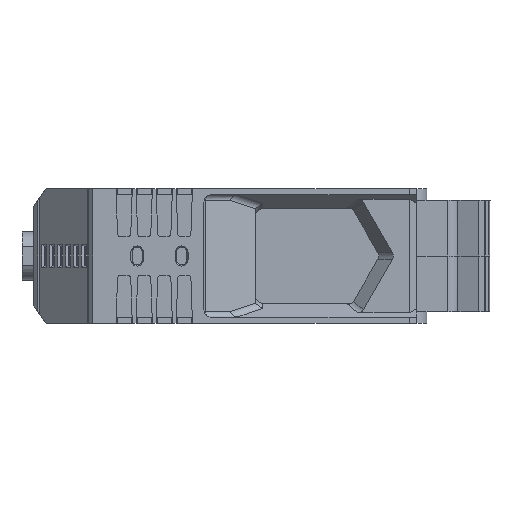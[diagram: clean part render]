
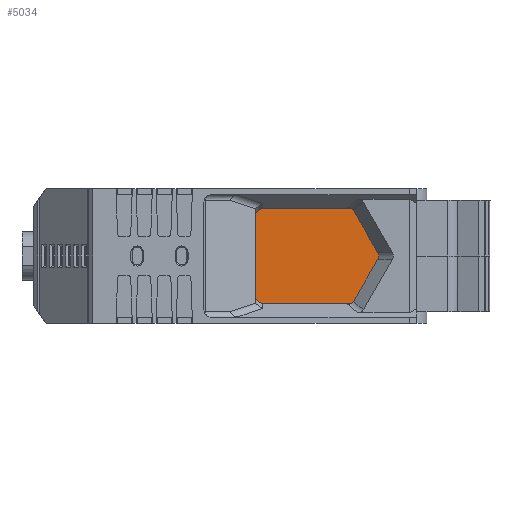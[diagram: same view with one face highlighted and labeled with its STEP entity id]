
A CAD part, left-side view. The second image highlights one B-rep face of the part: STEP entity #5034.
In plain terms, the highlighted planar face has unit normal (-1, 0, 0).
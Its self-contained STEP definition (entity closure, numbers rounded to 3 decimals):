
#657=ELLIPSE('',#19101,2.309,2.);
#658=ELLIPSE('',#19102,2.667,2.);
#659=ELLIPSE('',#19104,2.667,2.);
#660=ELLIPSE('',#19105,2.309,2.);
#945=LINE('',#26065,#2973);
#946=LINE('',#26069,#2974);
#947=LINE('',#26073,#2975);
#948=LINE('',#26077,#2976);
#949=LINE('',#26081,#2977);
#2973=VECTOR('',#20778,1.);
#2974=VECTOR('',#20781,1.);
#2975=VECTOR('',#20784,1.);
#2976=VECTOR('',#20787,1.);
#2977=VECTOR('',#20790,1.);
#5034=ADVANCED_FACE('',(#6612),#6008,.T.);
#6008=PLANE('',#19106);
#6612=FACE_OUTER_BOUND('',#7566,.T.);
#7566=EDGE_LOOP('',(#8643,#8644,#8645,#8646,#8647,#8648,#8649,#8650,#8651,
#8652));
#8643=ORIENTED_EDGE('',*,*,#15959,.T.);
#8644=ORIENTED_EDGE('',*,*,#15960,.F.);
#8645=ORIENTED_EDGE('',*,*,#15961,.T.);
#8646=ORIENTED_EDGE('',*,*,#15962,.T.);
#8647=ORIENTED_EDGE('',*,*,#15963,.T.);
#8648=ORIENTED_EDGE('',*,*,#15964,.F.);
#8649=ORIENTED_EDGE('',*,*,#15965,.F.);
#8650=ORIENTED_EDGE('',*,*,#15966,.T.);
#8651=ORIENTED_EDGE('',*,*,#15967,.F.);
#8652=ORIENTED_EDGE('',*,*,#15968,.F.);
#14135=VERTEX_POINT('',#26063);
#14136=VERTEX_POINT('',#26064);
#14137=VERTEX_POINT('',#26066);
#14138=VERTEX_POINT('',#26068);
#14139=VERTEX_POINT('',#26070);
#14140=VERTEX_POINT('',#26072);
#14141=VERTEX_POINT('',#26074);
#14142=VERTEX_POINT('',#26076);
#14143=VERTEX_POINT('',#26078);
#14144=VERTEX_POINT('',#26080);
#15959=EDGE_CURVE('',#14135,#14136,#657,.T.);
#15960=EDGE_CURVE('',#14137,#14136,#945,.T.);
#15961=EDGE_CURVE('',#14137,#14138,#658,.T.);
#15962=EDGE_CURVE('',#14138,#14139,#946,.T.);
#15963=EDGE_CURVE('',#14139,#14140,#18651,.T.);
#15964=EDGE_CURVE('',#14141,#14140,#947,.T.);
#15965=EDGE_CURVE('',#14142,#14141,#659,.T.);
#15966=EDGE_CURVE('',#14142,#14143,#948,.T.);
#15967=EDGE_CURVE('',#14144,#14143,#660,.T.);
#15968=EDGE_CURVE('',#14135,#14144,#949,.T.);
#18651=CIRCLE('',#19103,2.);
#19101=AXIS2_PLACEMENT_3D('',#26062,#20776,#20777);
#19102=AXIS2_PLACEMENT_3D('',#26067,#20779,#20780);
#19103=AXIS2_PLACEMENT_3D('',#26071,#20782,#20783);
#19104=AXIS2_PLACEMENT_3D('',#26075,#20785,#20786);
#19105=AXIS2_PLACEMENT_3D('',#26079,#20788,#20789);
#19106=AXIS2_PLACEMENT_3D('',#26082,#20791,#20792);
#20776=DIRECTION('',(-1.,0.,0.));
#20777=DIRECTION('',(0.,0.,-1.));
#20778=DIRECTION('',(0.,1.,0.));
#20779=DIRECTION('',(-1.,0.,0.));
#20780=DIRECTION('',(0.,-0.756,-0.655));
#20781=DIRECTION('',(0.,-0.5,0.866));
#20782=DIRECTION('',(-1.,0.,0.));
#20783=DIRECTION('',(0.,0.,1.));
#20784=DIRECTION('',(0.,-0.5,-0.866));
#20785=DIRECTION('',(1.,0.,0.));
#20786=DIRECTION('',(0.,-0.756,0.655));
#20787=DIRECTION('',(0.,1.,0.));
#20788=DIRECTION('',(1.,0.,0.));
#20789=DIRECTION('',(0.,0.,1.));
#20790=DIRECTION('',(0.,0.,1.));
#20791=DIRECTION('',(-1.,0.,0.));
#20792=DIRECTION('',(0.,-1.,0.));
#26062=CARTESIAN_POINT('',(-35.5,-61.8,7.748));
#26063=CARTESIAN_POINT('',(-35.5,-59.8,7.748));
#26064=CARTESIAN_POINT('',(-35.5,-61.8,5.439));
#26065=CARTESIAN_POINT('',(-35.5,-69.5,5.439));
#26066=CARTESIAN_POINT('',(-35.5,-85.784,5.439));
#26067=CARTESIAN_POINT('',(-35.5,-84.082,7.459));
#26068=CARTESIAN_POINT('',(-35.5,-86.264,5.948));
#26069=CARTESIAN_POINT('',(-35.5,-92.732,17.15));
#26070=CARTESIAN_POINT('',(-35.5,-92.732,17.15));
#26071=CARTESIAN_POINT('',(-35.5,-91.,18.15));
#26072=CARTESIAN_POINT('',(-35.5,-92.732,19.15));
#26073=CARTESIAN_POINT('',(-35.5,-92.732,19.15));
#26074=CARTESIAN_POINT('',(-35.5,-86.264,30.352));
#26075=CARTESIAN_POINT('',(-35.5,-84.082,28.841));
#26076=CARTESIAN_POINT('',(-35.5,-85.784,30.861));
#26077=CARTESIAN_POINT('',(-35.5,-69.5,30.861));
#26078=CARTESIAN_POINT('',(-35.5,-61.8,30.861));
#26079=CARTESIAN_POINT('',(-35.5,-61.8,28.552));
#26080=CARTESIAN_POINT('',(-35.5,-59.8,28.552));
#26081=CARTESIAN_POINT('',(-35.5,-59.8,5.15));
#26082=CARTESIAN_POINT('',(-35.5,-19.8,6.15));
